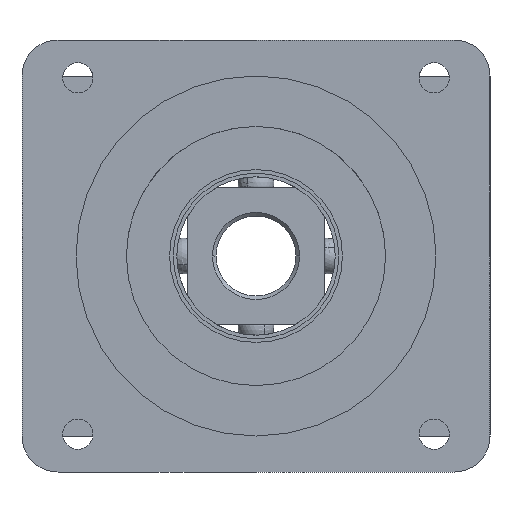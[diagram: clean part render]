
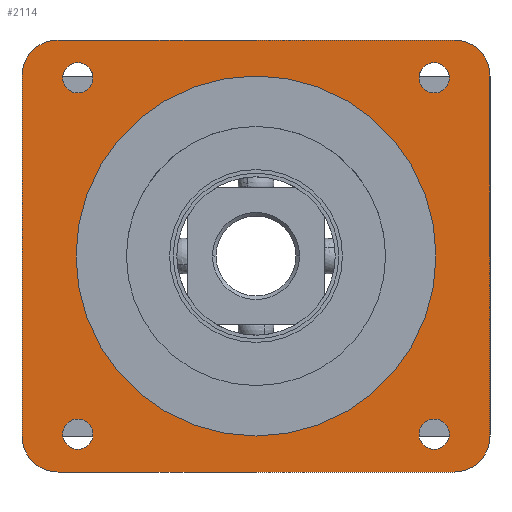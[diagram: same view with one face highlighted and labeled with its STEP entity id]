
A CAD part, left-side view. The second image highlights one B-rep face of the part: STEP entity #2114.
In plain terms, the highlighted planar face has unit normal (-1, 0, 0).
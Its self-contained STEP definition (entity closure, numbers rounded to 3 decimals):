
#1928=CARTESIAN_POINT('Vertex',(0.,22.649,-24.749)) ;
#1931=CARTESIAN_POINT('Axis2P3D Location',(0.,24.749,-24.749)) ;
#1935=CARTESIAN_POINT('Vertex',(0.,26.849,-24.749)) ;
#1955=CARTESIAN_POINT('Axis2P3D Location',(0.,24.749,-24.749)) ;
#1967=CARTESIAN_POINT('Axis2P3D Location',(0.,0.,0.)) ;
#1972=CARTESIAN_POINT('Axis2P3D Location',(0.,27.5,-25.)) ;
#1976=CARTESIAN_POINT('Vertex',(0.,27.5,-30.)) ;
#1978=CARTESIAN_POINT('Vertex',(0.,32.5,-25.)) ;
#1981=CARTESIAN_POINT('Line Origine',(0.,0.,-30.)) ;
#1985=CARTESIAN_POINT('Vertex',(0.,-27.5,-30.)) ;
#1988=CARTESIAN_POINT('Axis2P3D Location',(0.,-27.5,-25.)) ;
#1992=CARTESIAN_POINT('Vertex',(0.,-32.5,-25.)) ;
#1995=CARTESIAN_POINT('Line Origine',(0.,-32.5,0.)) ;
#1999=CARTESIAN_POINT('Vertex',(0.,-32.5,25.)) ;
#2002=CARTESIAN_POINT('Axis2P3D Location',(0.,-27.5,25.)) ;
#2006=CARTESIAN_POINT('Vertex',(0.,-27.5,30.)) ;
#2009=CARTESIAN_POINT('Line Origine',(0.,0.,30.)) ;
#2013=CARTESIAN_POINT('Vertex',(0.,27.5,30.)) ;
#2016=CARTESIAN_POINT('Axis2P3D Location',(0.,27.5,25.)) ;
#2020=CARTESIAN_POINT('Vertex',(0.,32.5,25.)) ;
#2023=CARTESIAN_POINT('Line Origine',(0.,32.5,0.)) ;
#2038=CARTESIAN_POINT('Axis2P3D Location',(0.,0.,0.)) ;
#2042=CARTESIAN_POINT('Vertex',(0.,25.,0.)) ;
#2044=CARTESIAN_POINT('Vertex',(0.,-25.,0.)) ;
#2047=CARTESIAN_POINT('Axis2P3D Location',(0.,0.,0.)) ;
#2056=CARTESIAN_POINT('Axis2P3D Location',(0.,24.749,24.749)) ;
#2060=CARTESIAN_POINT('Vertex',(0.,26.849,24.749)) ;
#2062=CARTESIAN_POINT('Vertex',(0.,22.649,24.749)) ;
#2065=CARTESIAN_POINT('Axis2P3D Location',(0.,24.749,24.749)) ;
#2074=CARTESIAN_POINT('Axis2P3D Location',(0.,-24.749,24.749)) ;
#2078=CARTESIAN_POINT('Vertex',(0.,-26.849,24.749)) ;
#2080=CARTESIAN_POINT('Vertex',(0.,-22.649,24.749)) ;
#2083=CARTESIAN_POINT('Axis2P3D Location',(0.,-24.749,24.749)) ;
#2096=CARTESIAN_POINT('Axis2P3D Location',(0.,-24.749,-24.749)) ;
#2100=CARTESIAN_POINT('Vertex',(0.,-26.849,-24.749)) ;
#2102=CARTESIAN_POINT('Vertex',(0.,-22.649,-24.749)) ;
#2105=CARTESIAN_POINT('Axis2P3D Location',(0.,-24.749,-24.749)) ;
#1932=DIRECTION('Axis2P3D Direction',(1.,0.,0.)) ;
#1956=DIRECTION('Axis2P3D Direction',(1.,0.,0.)) ;
#1968=DIRECTION('Axis2P3D Direction',(1.,0.,0.)) ;
#1969=DIRECTION('Axis2P3D XDirection',(0.,1.,0.)) ;
#1973=DIRECTION('Axis2P3D Direction',(1.,0.,0.)) ;
#1982=DIRECTION('Vector Direction',(0.,-1.,0.)) ;
#1989=DIRECTION('Axis2P3D Direction',(1.,0.,0.)) ;
#1996=DIRECTION('Vector Direction',(0.,0.,-1.)) ;
#2003=DIRECTION('Axis2P3D Direction',(1.,0.,0.)) ;
#2010=DIRECTION('Vector Direction',(0.,1.,0.)) ;
#2017=DIRECTION('Axis2P3D Direction',(1.,0.,0.)) ;
#2024=DIRECTION('Vector Direction',(0.,0.,1.)) ;
#2039=DIRECTION('Axis2P3D Direction',(1.,0.,0.)) ;
#2048=DIRECTION('Axis2P3D Direction',(1.,0.,0.)) ;
#2057=DIRECTION('Axis2P3D Direction',(1.,0.,0.)) ;
#2066=DIRECTION('Axis2P3D Direction',(1.,0.,0.)) ;
#2075=DIRECTION('Axis2P3D Direction',(1.,0.,0.)) ;
#2084=DIRECTION('Axis2P3D Direction',(1.,0.,0.)) ;
#2097=DIRECTION('Axis2P3D Direction',(1.,0.,0.)) ;
#2106=DIRECTION('Axis2P3D Direction',(1.,0.,0.)) ;
#1933=AXIS2_PLACEMENT_3D('Circle Axis2P3D',#1931,#1932,$) ;
#1957=AXIS2_PLACEMENT_3D('Circle Axis2P3D',#1955,#1956,$) ;
#1970=AXIS2_PLACEMENT_3D('Plane Axis2P3D',#1967,#1968,#1969) ;
#1974=AXIS2_PLACEMENT_3D('Circle Axis2P3D',#1972,#1973,$) ;
#1990=AXIS2_PLACEMENT_3D('Circle Axis2P3D',#1988,#1989,$) ;
#2004=AXIS2_PLACEMENT_3D('Circle Axis2P3D',#2002,#2003,$) ;
#2018=AXIS2_PLACEMENT_3D('Circle Axis2P3D',#2016,#2017,$) ;
#2040=AXIS2_PLACEMENT_3D('Circle Axis2P3D',#2038,#2039,$) ;
#2049=AXIS2_PLACEMENT_3D('Circle Axis2P3D',#2047,#2048,$) ;
#2058=AXIS2_PLACEMENT_3D('Circle Axis2P3D',#2056,#2057,$) ;
#2067=AXIS2_PLACEMENT_3D('Circle Axis2P3D',#2065,#2066,$) ;
#2076=AXIS2_PLACEMENT_3D('Circle Axis2P3D',#2074,#2075,$) ;
#2085=AXIS2_PLACEMENT_3D('Circle Axis2P3D',#2083,#2084,$) ;
#2098=AXIS2_PLACEMENT_3D('Circle Axis2P3D',#2096,#2097,$) ;
#2107=AXIS2_PLACEMENT_3D('Circle Axis2P3D',#2105,#2106,$) ;
#2029=ORIENTED_EDGE('',*,*,#1980,.F.) ;
#2030=ORIENTED_EDGE('',*,*,#1987,.F.) ;
#2031=ORIENTED_EDGE('',*,*,#1994,.F.) ;
#2032=ORIENTED_EDGE('',*,*,#2001,.F.) ;
#2033=ORIENTED_EDGE('',*,*,#2008,.F.) ;
#2034=ORIENTED_EDGE('',*,*,#2015,.F.) ;
#2035=ORIENTED_EDGE('',*,*,#2022,.F.) ;
#2036=ORIENTED_EDGE('',*,*,#2027,.F.) ;
#2053=ORIENTED_EDGE('',*,*,#2046,.F.) ;
#2054=ORIENTED_EDGE('',*,*,#2051,.F.) ;
#2071=ORIENTED_EDGE('',*,*,#2064,.T.) ;
#2072=ORIENTED_EDGE('',*,*,#2069,.T.) ;
#2089=ORIENTED_EDGE('',*,*,#2082,.T.) ;
#2090=ORIENTED_EDGE('',*,*,#2087,.T.) ;
#2093=ORIENTED_EDGE('',*,*,#1937,.T.) ;
#2094=ORIENTED_EDGE('',*,*,#1959,.T.) ;
#2111=ORIENTED_EDGE('',*,*,#2104,.T.) ;
#2112=ORIENTED_EDGE('',*,*,#2109,.T.) ;
#2055=FACE_BOUND('',#2052,.T.) ;
#2073=FACE_BOUND('',#2070,.T.) ;
#2091=FACE_BOUND('',#2088,.T.) ;
#2095=FACE_BOUND('',#2092,.T.) ;
#2113=FACE_BOUND('',#2110,.T.) ;
#1983=VECTOR('Line Direction',#1982,1.) ;
#1997=VECTOR('Line Direction',#1996,1.) ;
#2011=VECTOR('Line Direction',#2010,1.) ;
#2025=VECTOR('Line Direction',#2024,1.) ;
#2114=ADVANCED_FACE('\X2\96F64EF651E04F554F53\X0\',(#2037,#2055,#2073,#2091,#2095,#2113),#1971,.F.) ;
#1934=CIRCLE('generated circle',#1933,2.1) ;
#1958=CIRCLE('generated circle',#1957,2.1) ;
#1975=CIRCLE('generated circle',#1974,5.) ;
#1991=CIRCLE('generated circle',#1990,5.) ;
#2005=CIRCLE('generated circle',#2004,5.) ;
#2019=CIRCLE('generated circle',#2018,5.) ;
#2041=CIRCLE('generated circle',#2040,25.) ;
#2050=CIRCLE('generated circle',#2049,25.) ;
#2059=CIRCLE('generated circle',#2058,2.1) ;
#2068=CIRCLE('generated circle',#2067,2.1) ;
#2077=CIRCLE('generated circle',#2076,2.1) ;
#2086=CIRCLE('generated circle',#2085,2.1) ;
#2099=CIRCLE('generated circle',#2098,2.1) ;
#2108=CIRCLE('generated circle',#2107,2.1) ;
#1937=EDGE_CURVE('',#1936,#1929,#1934,.T.) ;
#1959=EDGE_CURVE('',#1929,#1936,#1958,.T.) ;
#1980=EDGE_CURVE('',#1977,#1979,#1975,.T.) ;
#1987=EDGE_CURVE('',#1986,#1977,#1984,.F.) ;
#1994=EDGE_CURVE('',#1993,#1986,#1991,.T.) ;
#2001=EDGE_CURVE('',#2000,#1993,#1998,.T.) ;
#2008=EDGE_CURVE('',#2007,#2000,#2005,.T.) ;
#2015=EDGE_CURVE('',#2014,#2007,#2012,.F.) ;
#2022=EDGE_CURVE('',#2021,#2014,#2019,.T.) ;
#2027=EDGE_CURVE('',#1979,#2021,#2026,.T.) ;
#2046=EDGE_CURVE('',#2043,#2045,#2041,.F.) ;
#2051=EDGE_CURVE('',#2045,#2043,#2050,.F.) ;
#2064=EDGE_CURVE('',#2061,#2063,#2059,.T.) ;
#2069=EDGE_CURVE('',#2063,#2061,#2068,.T.) ;
#2082=EDGE_CURVE('',#2079,#2081,#2077,.T.) ;
#2087=EDGE_CURVE('',#2081,#2079,#2086,.T.) ;
#2104=EDGE_CURVE('',#2101,#2103,#2099,.T.) ;
#2109=EDGE_CURVE('',#2103,#2101,#2108,.T.) ;
#2028=EDGE_LOOP('',(#2029,#2030,#2031,#2032,#2033,#2034,#2035,#2036)) ;
#2052=EDGE_LOOP('',(#2053,#2054)) ;
#2070=EDGE_LOOP('',(#2071,#2072)) ;
#2088=EDGE_LOOP('',(#2089,#2090)) ;
#2092=EDGE_LOOP('',(#2093,#2094)) ;
#2110=EDGE_LOOP('',(#2111,#2112)) ;
#2037=FACE_OUTER_BOUND('',#2028,.T.) ;
#1984=LINE('Line',#1981,#1983) ;
#1998=LINE('Line',#1995,#1997) ;
#2012=LINE('Line',#2009,#2011) ;
#2026=LINE('Line',#2023,#2025) ;
#1971=PLANE('Plane',#1970) ;
#1929=VERTEX_POINT('',#1928) ;
#1936=VERTEX_POINT('',#1935) ;
#1977=VERTEX_POINT('',#1976) ;
#1979=VERTEX_POINT('',#1978) ;
#1986=VERTEX_POINT('',#1985) ;
#1993=VERTEX_POINT('',#1992) ;
#2000=VERTEX_POINT('',#1999) ;
#2007=VERTEX_POINT('',#2006) ;
#2014=VERTEX_POINT('',#2013) ;
#2021=VERTEX_POINT('',#2020) ;
#2043=VERTEX_POINT('',#2042) ;
#2045=VERTEX_POINT('',#2044) ;
#2061=VERTEX_POINT('',#2060) ;
#2063=VERTEX_POINT('',#2062) ;
#2079=VERTEX_POINT('',#2078) ;
#2081=VERTEX_POINT('',#2080) ;
#2101=VERTEX_POINT('',#2100) ;
#2103=VERTEX_POINT('',#2102) ;
